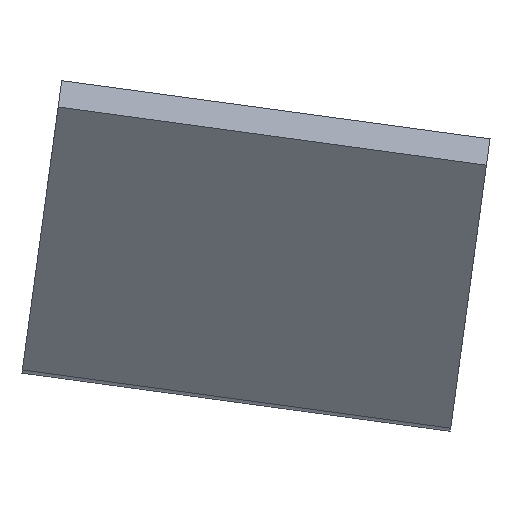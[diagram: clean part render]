
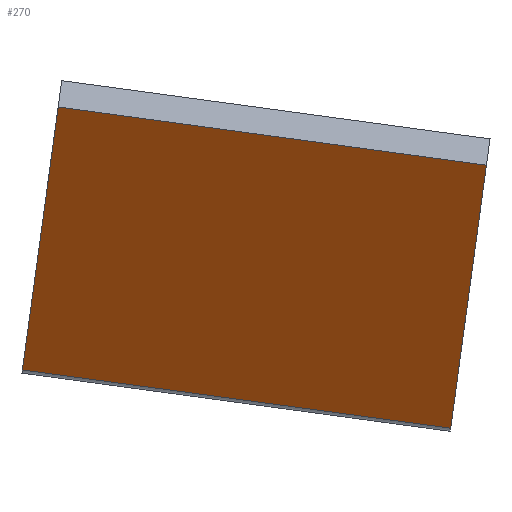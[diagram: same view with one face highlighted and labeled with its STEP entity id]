
A CAD part, left-side view. The second image highlights one B-rep face of the part: STEP entity #270.
In plain terms, the highlighted planar face has unit normal (-0.334, 0.127, -0.934).
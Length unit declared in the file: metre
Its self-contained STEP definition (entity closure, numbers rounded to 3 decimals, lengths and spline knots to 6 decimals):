
#96=ORIENTED_EDGE('',*,*,#115,.T.);
#97=ORIENTED_EDGE('',*,*,#139,.T.);
#98=ORIENTED_EDGE('',*,*,#127,.T.);
#99=ORIENTED_EDGE('',*,*,#137,.F.);
#115=EDGE_CURVE('',#151,#150,#172,.T.);
#127=EDGE_CURVE('',#162,#161,#180,.T.);
#137=EDGE_CURVE('',#151,#161,#189,.T.);
#139=EDGE_CURVE('',#150,#162,#191,.T.);
#150=VERTEX_POINT('',#405);
#151=VERTEX_POINT('',#407);
#161=VERTEX_POINT('',#429);
#162=VERTEX_POINT('',#431);
#172=LINE('',#406,#200);
#180=LINE('',#430,#208);
#189=LINE('',#449,#217);
#191=LINE('',#454,#219);
#200=VECTOR('',#327,1.);
#208=VECTOR('',#345,1.);
#217=VECTOR('',#370,1.);
#219=VECTOR('',#378,1.);
#232=EDGE_LOOP('',(#96,#97,#98,#99));
#246=FACE_BOUND('',#232,.T.);
#257=PLANE('',#305);
#270=ADVANCED_FACE('',(#246),#257,.F.);
#305=AXIS2_PLACEMENT_3D('',#453,#376,#377);
#327=DIRECTION('',(0.942,0.045,-0.331));
#345=DIRECTION('',(-0.942,-0.045,0.331));
#370=DIRECTION('',(0.,-0.991,-0.135));
#376=DIRECTION('',(0.334,-0.127,0.934));
#377=DIRECTION('',(-0.942,0.,0.337));
#378=DIRECTION('',(0.,-0.991,-0.135));
#405=CARTESIAN_POINT('',(-0.006423,-0.451153,-0.260463));
#406=CARTESIAN_POINT('',(0.048654,-0.448522,-0.279819));
#407=CARTESIAN_POINT('',(-0.048397,-0.453158,-0.245712));
#429=CARTESIAN_POINT('',(-0.048397,-0.477182,-0.248978));
#430=CARTESIAN_POINT('',(0.048654,-0.472546,-0.283084));
#431=CARTESIAN_POINT('',(-0.006423,-0.475177,-0.263728));
#449=CARTESIAN_POINT('',(-0.048397,-0.453158,-0.245712));
#453=CARTESIAN_POINT('',(0.048654,-0.448522,-0.279819));
#454=CARTESIAN_POINT('',(-0.006423,-0.475177,-0.263728));
